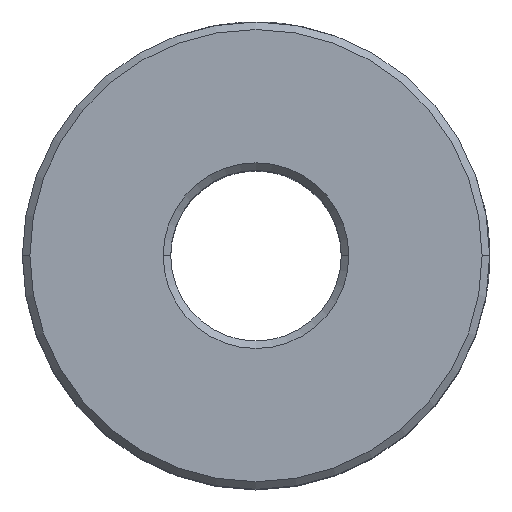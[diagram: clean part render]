
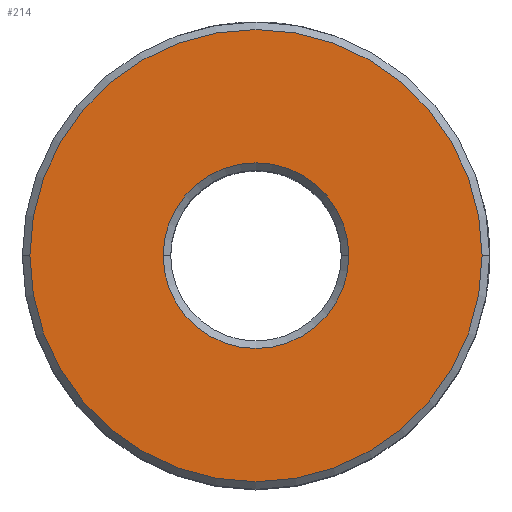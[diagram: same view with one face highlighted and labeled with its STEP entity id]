
A CAD part, top view. The second image highlights one B-rep face of the part: STEP entity #214.
In plain terms, the highlighted planar face has unit normal (0, 0, 1).
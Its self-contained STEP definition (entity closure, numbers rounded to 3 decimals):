
#214 = ADVANCED_FACE ( 'NONE', ( #5912, #3301 ), #5889, .F. ) ;
#291 = AXIS2_PLACEMENT_3D ( 'NONE', #6553, #5483, #2960 ) ;
#481 = VERTEX_POINT ( 'NONE', #6146 ) ;
#531 = EDGE_CURVE ( 'NONE', #1726, #3154, #1027, .T. ) ;
#665 = CIRCLE ( 'NONE', #3504, 3.456 ) ;
#869 = VERTEX_POINT ( 'NONE', #1815 ) ;
#930 = CARTESIAN_POINT ( 'NONE',  ( 8.419, 0., 7.135 ) ) ;
#963 = EDGE_CURVE ( 'NONE', #3154, #1726, #1125, .T. ) ;
#1027 = CIRCLE ( 'NONE', #291, 8.419 ) ;
#1125 = CIRCLE ( 'NONE', #5377, 8.419 ) ;
#1384 = EDGE_CURVE ( 'NONE', #481, #869, #5380, .T. ) ;
#1726 = VERTEX_POINT ( 'NONE', #930 ) ;
#1815 = CARTESIAN_POINT ( 'NONE',  ( -3.456, 0., 7.135 ) ) ;
#1820 = ORIENTED_EDGE ( 'NONE', *, *, #963, .T. ) ;
#2152 = ORIENTED_EDGE ( 'NONE', *, *, #6058, .T. ) ;
#2540 = CARTESIAN_POINT ( 'NONE',  ( -8.419, 0., 7.135 ) ) ;
#2550 = DIRECTION ( 'NONE',  ( 0., 0., -1. ) ) ;
#2960 = DIRECTION ( 'NONE',  ( -1., 0., 0. ) ) ;
#3074 = EDGE_LOOP ( 'NONE', ( #1820, #3459 ) ) ;
#3119 = DIRECTION ( 'NONE',  ( -1., 0., 0. ) ) ;
#3154 = VERTEX_POINT ( 'NONE', #2540 ) ;
#3301 = FACE_BOUND ( 'NONE', #4715, .T. ) ;
#3387 = DIRECTION ( 'NONE',  ( -1., 0., 0. ) ) ;
#3459 = ORIENTED_EDGE ( 'NONE', *, *, #531, .T. ) ;
#3504 = AXIS2_PLACEMENT_3D ( 'NONE', #4538, #6575, #6142 ) ;
#3750 = DIRECTION ( 'NONE',  ( 0., 0., -1. ) ) ;
#3916 = CARTESIAN_POINT ( 'NONE',  ( 0., 0., 7.135 ) ) ;
#4538 = CARTESIAN_POINT ( 'NONE',  ( 0., 0., 7.135 ) ) ;
#4703 = ORIENTED_EDGE ( 'NONE', *, *, #1384, .T. ) ;
#4715 = EDGE_LOOP ( 'NONE', ( #4703, #2152 ) ) ;
#4849 = AXIS2_PLACEMENT_3D ( 'NONE', #3916, #2550, #5432 ) ;
#5329 = CARTESIAN_POINT ( 'NONE',  ( 0., -3.175, 7.135 ) ) ;
#5377 = AXIS2_PLACEMENT_3D ( 'NONE', #5636, #6109, #3119 ) ;
#5380 = CIRCLE ( 'NONE', #4849, 3.456 ) ;
#5432 = DIRECTION ( 'NONE',  ( -1., 0., 0. ) ) ;
#5482 = AXIS2_PLACEMENT_3D ( 'NONE', #5329, #3750, #3387 ) ;
#5483 = DIRECTION ( 'NONE',  ( 0., 0., 1. ) ) ;
#5636 = CARTESIAN_POINT ( 'NONE',  ( 0., 0., 7.135 ) ) ;
#5889 = PLANE ( 'NONE',  #5482 ) ;
#5912 = FACE_OUTER_BOUND ( 'NONE', #3074, .T. ) ;
#6058 = EDGE_CURVE ( 'NONE', #869, #481, #665, .T. ) ;
#6109 = DIRECTION ( 'NONE',  ( 0., 0., 1. ) ) ;
#6142 = DIRECTION ( 'NONE',  ( -1., 0., 0. ) ) ;
#6146 = CARTESIAN_POINT ( 'NONE',  ( 3.456, 0., 7.135 ) ) ;
#6553 = CARTESIAN_POINT ( 'NONE',  ( 0., 0., 7.135 ) ) ;
#6575 = DIRECTION ( 'NONE',  ( 0., 0., -1. ) ) ;
